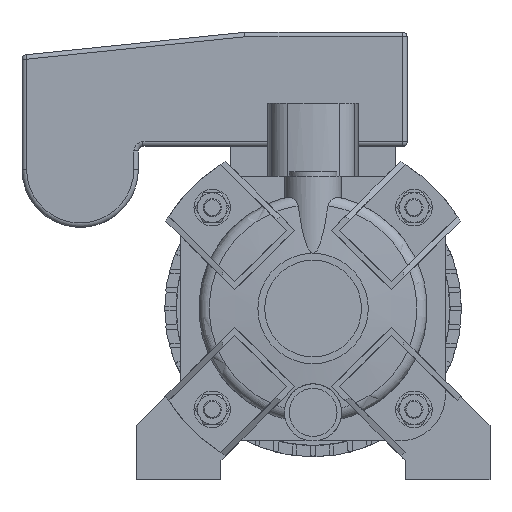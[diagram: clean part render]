
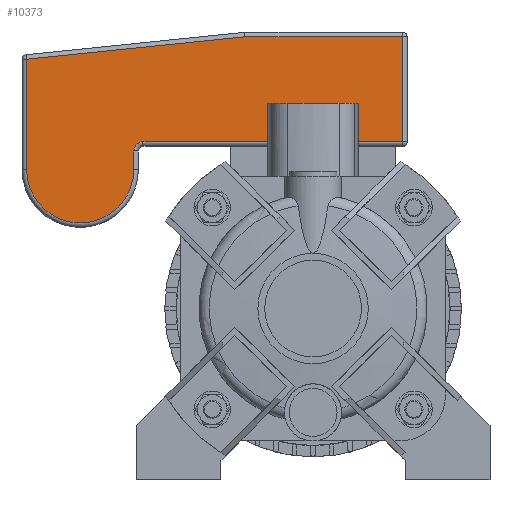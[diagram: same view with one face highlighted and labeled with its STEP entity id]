
A CAD part, left-side view. The second image highlights one B-rep face of the part: STEP entity #10373.
In plain terms, the highlighted planar face has unit normal (-1, 0, 0).
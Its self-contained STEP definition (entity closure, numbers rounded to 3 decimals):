
#1167=LINE('',#18800,#1944);
#1169=LINE('',#18809,#1946);
#1171=LINE('',#18847,#1948);
#1177=LINE('',#18863,#1954);
#1183=LINE('',#18872,#1960);
#1189=LINE('',#18881,#1966);
#1944=VECTOR('',#14147,10.);
#1946=VECTOR('',#14159,10.);
#1948=VECTOR('',#14203,10.);
#1954=VECTOR('',#14223,10.);
#1960=VECTOR('',#14235,10.);
#1966=VECTOR('',#14247,10.);
#2301=PLANE('',#11453);
#2999=FACE_OUTER_BOUND('',#3693,.T.);
#3693=EDGE_LOOP('',(#9532,#9533,#9534,#9535,#9536,#9537,#9538,#9539));
#4191=CIRCLE('',#11390,4.);
#4198=CIRCLE('',#11401,23.5);
#5166=VERTEX_POINT('',#18778);
#5168=VERTEX_POINT('',#18782);
#5171=VERTEX_POINT('',#18792);
#5172=VERTEX_POINT('',#18796);
#5174=VERTEX_POINT('',#18802);
#5180=VERTEX_POINT('',#18819);
#5186=VERTEX_POINT('',#18833);
#5189=VERTEX_POINT('',#18840);
#6601=EDGE_CURVE('',#5168,#5166,#4191,.T.);
#6609=EDGE_CURVE('',#5166,#5172,#1167,.T.);
#6612=EDGE_CURVE('',#5172,#5174,#4198,.T.);
#6614=EDGE_CURVE('',#5174,#5171,#1169,.T.);
#6631=EDGE_CURVE('',#5189,#5168,#1171,.T.);
#6640=EDGE_CURVE('',#5186,#5189,#1177,.T.);
#6646=EDGE_CURVE('',#5180,#5186,#1183,.T.);
#6652=EDGE_CURVE('',#5171,#5180,#1189,.T.);
#9532=ORIENTED_EDGE('',*,*,#6601,.F.);
#9533=ORIENTED_EDGE('',*,*,#6631,.F.);
#9534=ORIENTED_EDGE('',*,*,#6640,.F.);
#9535=ORIENTED_EDGE('',*,*,#6646,.F.);
#9536=ORIENTED_EDGE('',*,*,#6652,.F.);
#9537=ORIENTED_EDGE('',*,*,#6614,.F.);
#9538=ORIENTED_EDGE('',*,*,#6612,.F.);
#9539=ORIENTED_EDGE('',*,*,#6609,.F.);
#10373=ADVANCED_FACE('',(#2999),#2301,.F.);
#11390=AXIS2_PLACEMENT_3D('',#18784,#14128,#14129);
#11401=AXIS2_PLACEMENT_3D('',#18806,#14154,#14155);
#11453=AXIS2_PLACEMENT_3D('',#18915,#14290,#14291);
#14128=DIRECTION('center_axis',(-1.,0.,0.));
#14129=DIRECTION('ref_axis',(0.,0.707,0.707));
#14147=DIRECTION('',(0.,0.,-1.));
#14154=DIRECTION('center_axis',(1.,0.,0.));
#14155=DIRECTION('ref_axis',(0.,0.,-1.));
#14159=DIRECTION('',(0.,0.,1.));
#14203=DIRECTION('',(0.,1.,0.));
#14223=DIRECTION('',(0.,0.,-1.));
#14235=DIRECTION('',(0.,-1.,0.));
#14247=DIRECTION('',(0.,-0.995,0.102));
#14290=DIRECTION('center_axis',(1.,0.,0.));
#14291=DIRECTION('ref_axis',(0.,0.,-1.));
#18778=CARTESIAN_POINT('',(59.75,78.5,144.));
#18782=CARTESIAN_POINT('',(59.75,74.5,148.));
#18784=CARTESIAN_POINT('Origin',(59.75,74.5,144.));
#18792=CARTESIAN_POINT('',(59.75,125.5,184.195));
#18796=CARTESIAN_POINT('',(59.75,78.5,136.));
#18800=CARTESIAN_POINT('',(59.75,78.5,131.528));
#18802=CARTESIAN_POINT('',(59.75,125.5,136.));
#18806=CARTESIAN_POINT('Origin',(59.75,102.,136.));
#18809=CARTESIAN_POINT('',(59.75,125.5,156.528));
#18819=CARTESIAN_POINT('',(59.75,29.898,194.));
#18833=CARTESIAN_POINT('',(59.75,-39.25,194.));
#18840=CARTESIAN_POINT('',(59.75,-39.25,148.));
#18847=CARTESIAN_POINT('',(59.75,89.25,148.));
#18863=CARTESIAN_POINT('',(59.75,-39.25,136.528));
#18872=CARTESIAN_POINT('',(59.75,51.,194.));
#18881=CARTESIAN_POINT('',(59.75,68.92,189.998));
#18915=CARTESIAN_POINT('Origin',(59.75,102.,127.057));
